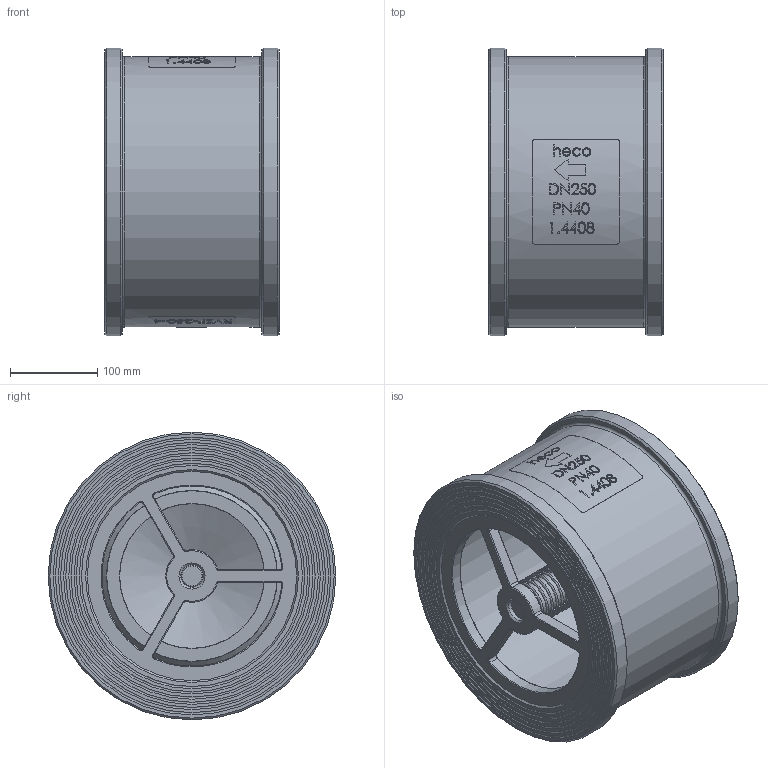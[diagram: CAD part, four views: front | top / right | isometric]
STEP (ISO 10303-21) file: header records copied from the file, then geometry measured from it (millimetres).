
FILE_DESCRIPTION (( 'STEP AP214' ), '1' );
FILE_NAME ('RVZF-250-4 Rückschlagventil Zwischenflansch heco.STEP', '2015-03-27T10:37:29', ( 'test' ), ( '' ), 'SwSTEP 2.0', 'SolidWorks 2011', '' );
FILE_SCHEMA (( 'AUTOMOTIVE_DESIGN' ));
Length unit declared in the file: millimetre
Products named in the file (1): RVZF-250-4 Rückschlagventil Zwischenflansch heco
Bounding box: 200 x 330 x 330 mm (x, y, z)
Volume: 6754172.2 mm3; surface area: 657610.4 mm2
Topology: 1 solids, 1 shells, 651 faces, 1649 edges, 1083 vertices
Faces by surface type: plane 261, bspline 217, cylinder 97, torus 61, cone 15
Full cylindrical faces by diameter (mm): 25 x1, 26 x1, 40 x2, 200 x2, 208 x2, 230 x1, 260 x1, 310 x1, 330 x2
Entity records: 37905 total; most frequent: CARTESIAN_POINT 16769, ORIENTED_EDGE 3126, DIRECTION 2261, EDGE_CURVE 1563, VERTEX_POINT 1052, EDGE_LOOP 797, AXIS2_PLACEMENT_3D 780, VECTOR 701
